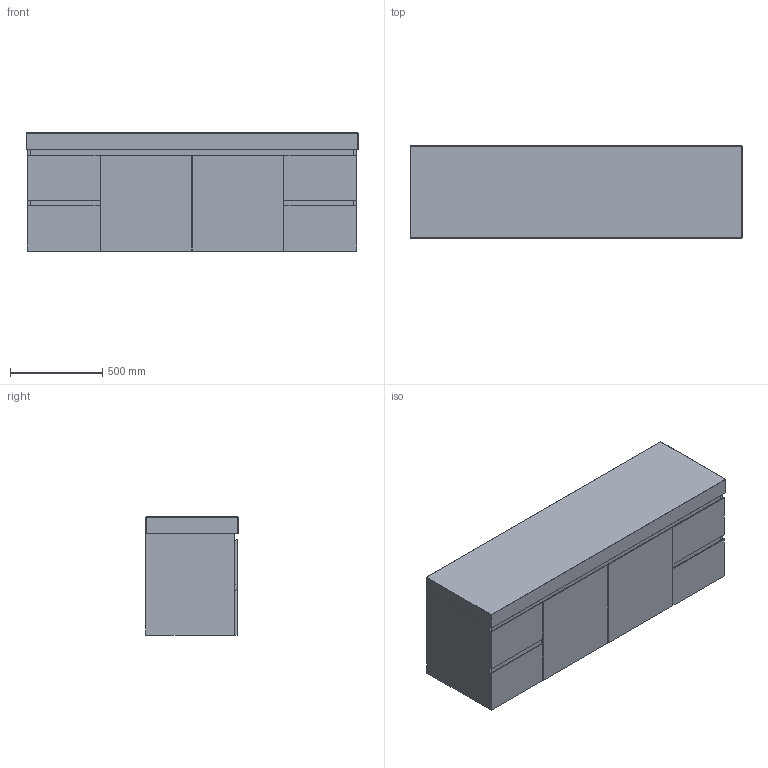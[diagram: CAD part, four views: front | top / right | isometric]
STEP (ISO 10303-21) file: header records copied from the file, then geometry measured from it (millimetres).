
FILE_DESCRIPTION(/* description */ (''),/* implementation_level */ '2;1');
FILE_NAME(/* name */ 'Domaine Conventional (Wall Hung) 1800 (90MM)',/* time_stamp */ '2025-07-09T14:48:10+10:00',/* author */ (''),/* organization */ (''),/* preprocessor_version */ 'ST-DEVELOPER v16.5',/* originating_system */ '',/* authorisation */ '');
FILE_SCHEMA (('AUTOMOTIVE_DESIGN'));
Length unit declared in the file: millimetre
Products named in the file (6): Document; Domaine Conventional (Wall Hung) 1800 (90MM); Domanine Conventional Wall Hung ALL CABINETS13; Domaine Conventional 1800 WH23; Blank Benchtops ALL6789101112; 1800 Benchtop (90mm)5
Assembly tree (5 placements, depth 4):
  Document
    Domaine Conventional (Wall Hung) 1800 (90MM)
      Domanine Conventional Wall Hung ALL CABINETS13
        Domaine Conventional 1800 WH23
      Blank Benchtops ALL6789101112
        1800 Benchtop (90mm)5
Bounding box: 1800 x 500 x 640 mm (x, y, z)
Volume: 68595699.8 mm3; surface area: 9581026.2 mm2
Topology: 11 solids, 11 shells, 98 faces, 211 edges, 130 vertices
Faces by surface type: plane 81, cylinder 11, bspline 6
Entity records: 2828 total; most frequent: CARTESIAN_POINT 937, ORIENTED_EDGE 410, EDGE_CURVE 205, B_SPLINE_CURVE_WITH_KNOTS 185, VERTEX_POINT 130, DIRECTION 118, AXIS2_PLACEMENT_3D 105, EDGE_LOOP 99
